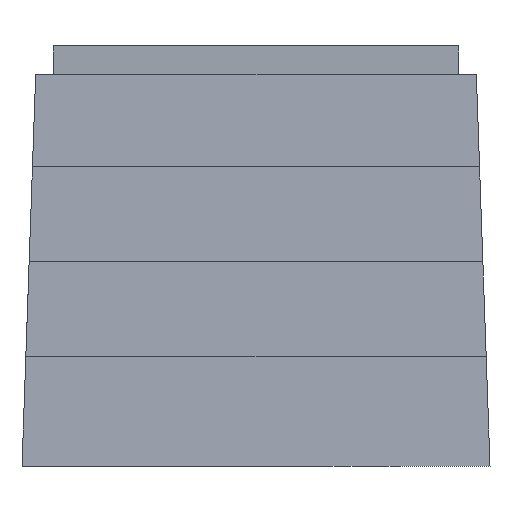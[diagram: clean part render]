
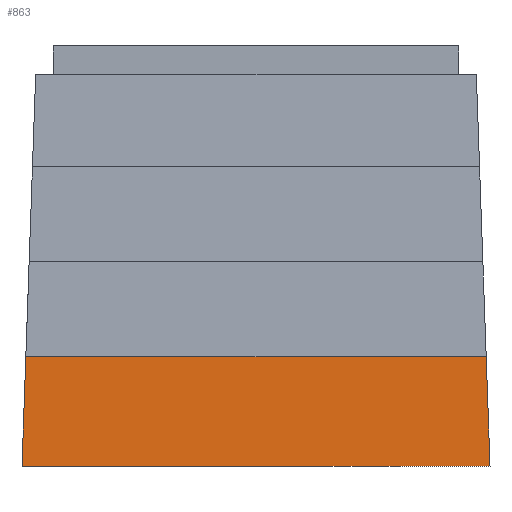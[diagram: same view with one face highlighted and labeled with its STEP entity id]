
A CAD part, left-side view. The second image highlights one B-rep face of the part: STEP entity #863.
In plain terms, the highlighted planar face has unit normal (-0.999, 0, 0.035).
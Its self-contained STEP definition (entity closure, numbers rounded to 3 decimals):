
#836=AXIS2_PLACEMENT_3D('Plane Axis2P3D',#833,#834,#835) ;
#650=CARTESIAN_POINT('Line Origine',(0.,9.857,0.)) ;
#654=CARTESIAN_POINT('Vertex',(0.,19.714,0.)) ;
#656=CARTESIAN_POINT('Vertex',(0.,0.,0.)) ;
#833=CARTESIAN_POINT('Axis2P3D Location',(0.264,20.857,7.557)) ;
#838=CARTESIAN_POINT('Line Origine',(0.161,9.857,4.604)) ;
#842=CARTESIAN_POINT('Vertex',(0.161,19.553,4.604)) ;
#844=CARTESIAN_POINT('Vertex',(0.161,0.161,4.604)) ;
#847=CARTESIAN_POINT('Line Origine',(0.08,19.634,2.302)) ;
#852=CARTESIAN_POINT('Line Origine',(0.08,0.08,2.302)) ;
#651=DIRECTION('Vector Direction',(0.,-1.,0.)) ;
#834=DIRECTION('Axis2P3D Direction',(-0.999,0.,0.035)) ;
#835=DIRECTION('Axis2P3D XDirection',(-0.035,0.,-0.999)) ;
#839=DIRECTION('Vector Direction',(0.,-1.,0.)) ;
#848=DIRECTION('Vector Direction',(0.035,-0.035,0.999)) ;
#853=DIRECTION('Vector Direction',(-0.035,-0.035,-0.999)) ;
#652=VECTOR('Line Direction',#651,1.) ;
#840=VECTOR('Line Direction',#839,1.) ;
#849=VECTOR('Line Direction',#848,1.) ;
#854=VECTOR('Line Direction',#853,1.) ;
#858=ORIENTED_EDGE('',*,*,#846,.F.) ;
#859=ORIENTED_EDGE('',*,*,#851,.F.) ;
#860=ORIENTED_EDGE('',*,*,#658,.T.) ;
#861=ORIENTED_EDGE('',*,*,#856,.F.) ;
#863=ADVANCED_FACE('MANIFOLD_SOLID_BREP #101',(#862),#837,.T.) ;
#658=EDGE_CURVE('',#655,#657,#653,.T.) ;
#846=EDGE_CURVE('',#843,#845,#841,.T.) ;
#851=EDGE_CURVE('',#655,#843,#850,.T.) ;
#856=EDGE_CURVE('',#845,#657,#855,.T.) ;
#857=EDGE_LOOP('',(#858,#859,#860,#861)) ;
#862=FACE_OUTER_BOUND('',#857,.T.) ;
#653=LINE('Line',#650,#652) ;
#841=LINE('Line',#838,#840) ;
#850=LINE('Line',#847,#849) ;
#855=LINE('Line',#852,#854) ;
#837=PLANE('',#836) ;
#655=VERTEX_POINT('',#654) ;
#657=VERTEX_POINT('',#656) ;
#843=VERTEX_POINT('',#842) ;
#845=VERTEX_POINT('',#844) ;
